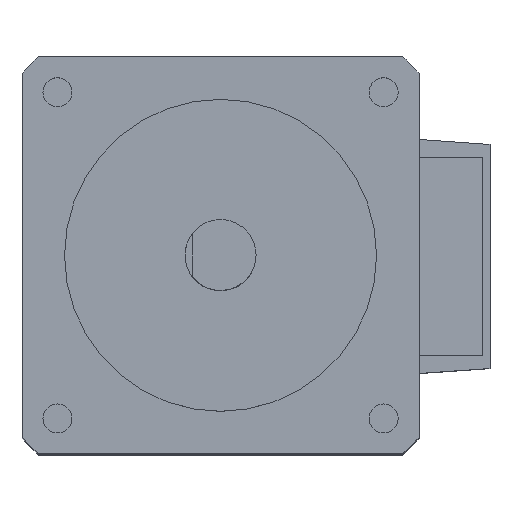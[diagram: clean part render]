
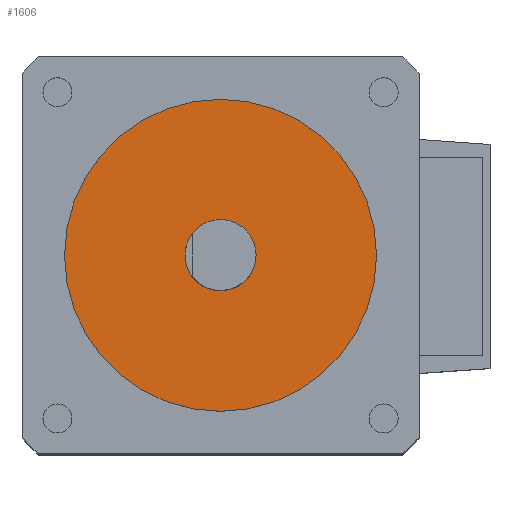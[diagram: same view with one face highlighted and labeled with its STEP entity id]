
A CAD part, top view. The second image highlights one B-rep face of the part: STEP entity #1606.
In plain terms, the highlighted planar face has unit normal (0, 0, 1).
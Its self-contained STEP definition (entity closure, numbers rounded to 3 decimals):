
#14 = VERTEX_POINT ( 'NONE', #1685 ) ;
#68 = EDGE_LOOP ( 'NONE', ( #1404, #1598 ) ) ;
#137 = CARTESIAN_POINT ( 'NONE',  ( 0., 0., 1.5 ) ) ;
#260 = AXIS2_PLACEMENT_3D ( 'NONE', #302, #328, #1459 ) ;
#302 = CARTESIAN_POINT ( 'NONE',  ( 0., 0., 1.5 ) ) ;
#328 = DIRECTION ( 'NONE',  ( 0., 0., 1. ) ) ;
#348 = DIRECTION ( 'NONE',  ( 0., 0., -1. ) ) ;
#519 = FACE_BOUND ( 'NONE', #68, .T. ) ;
#525 = EDGE_CURVE ( 'NONE', #2859, #14, #1330, .T. ) ;
#732 = ORIENTED_EDGE ( 'NONE', *, *, #525, .T. ) ;
#770 = DIRECTION ( 'NONE',  ( 1., 0., 0. ) ) ;
#818 = CIRCLE ( 'NONE', #2404, 2.5 ) ;
#868 = DIRECTION ( 'NONE',  ( 0., 0., 1. ) ) ;
#901 = DIRECTION ( 'NONE',  ( 1., 0., 0. ) ) ;
#919 = CARTESIAN_POINT ( 'NONE',  ( 11., 0., 1.5 ) ) ;
#970 = ORIENTED_EDGE ( 'NONE', *, *, #1682, .T. ) ;
#1060 = CIRCLE ( 'NONE', #2494, 11. ) ;
#1096 = CARTESIAN_POINT ( 'NONE',  ( -2.5, 0., 1.5 ) ) ;
#1167 = EDGE_CURVE ( 'NONE', #1834, #2908, #818, .T. ) ;
#1177 = CARTESIAN_POINT ( 'NONE',  ( 0., 0., 1.5 ) ) ;
#1214 = CARTESIAN_POINT ( 'NONE',  ( 0., 0., 1.5 ) ) ;
#1236 = AXIS2_PLACEMENT_3D ( 'NONE', #2441, #868, #901 ) ;
#1298 = EDGE_LOOP ( 'NONE', ( #970, #732 ) ) ;
#1330 = CIRCLE ( 'NONE', #1236, 11. ) ;
#1404 = ORIENTED_EDGE ( 'NONE', *, *, #1167, .T. ) ;
#1406 = DIRECTION ( 'NONE',  ( 1., 0., 0. ) ) ;
#1459 = DIRECTION ( 'NONE',  ( 1., 0., 0. ) ) ;
#1598 = ORIENTED_EDGE ( 'NONE', *, *, #2371, .T. ) ;
#1606 = ADVANCED_FACE ( 'NONE', ( #2558, #519 ), #2082, .T. ) ;
#1682 = EDGE_CURVE ( 'NONE', #14, #2859, #1060, .T. ) ;
#1685 = CARTESIAN_POINT ( 'NONE',  ( -11., 0., 1.5 ) ) ;
#1697 = DIRECTION ( 'NONE',  ( 0., 0., 1. ) ) ;
#1810 = CIRCLE ( 'NONE', #2178, 2.5 ) ;
#1834 = VERTEX_POINT ( 'NONE', #1096 ) ;
#2082 = PLANE ( 'NONE',  #260 ) ;
#2100 = DIRECTION ( 'NONE',  ( 1., 0., 0. ) ) ;
#2178 = AXIS2_PLACEMENT_3D ( 'NONE', #1177, #2731, #1406 ) ;
#2371 = EDGE_CURVE ( 'NONE', #2908, #1834, #1810, .T. ) ;
#2404 = AXIS2_PLACEMENT_3D ( 'NONE', #137, #348, #2100 ) ;
#2441 = CARTESIAN_POINT ( 'NONE',  ( 0., 0., 1.5 ) ) ;
#2494 = AXIS2_PLACEMENT_3D ( 'NONE', #1214, #1697, #770 ) ;
#2558 = FACE_OUTER_BOUND ( 'NONE', #1298, .T. ) ;
#2731 = DIRECTION ( 'NONE',  ( 0., 0., -1. ) ) ;
#2739 = CARTESIAN_POINT ( 'NONE',  ( 2.5, 0., 1.5 ) ) ;
#2859 = VERTEX_POINT ( 'NONE', #919 ) ;
#2908 = VERTEX_POINT ( 'NONE', #2739 ) ;
